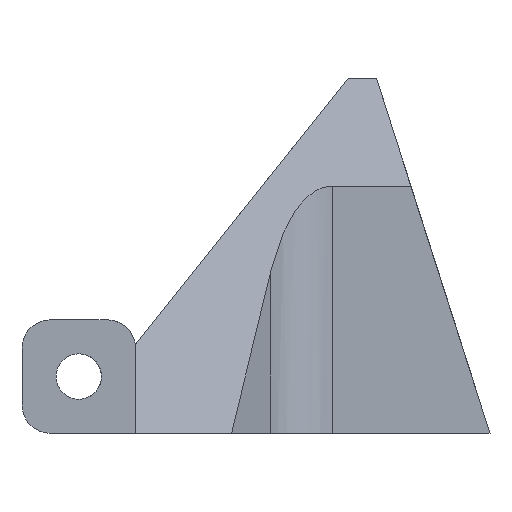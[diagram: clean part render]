
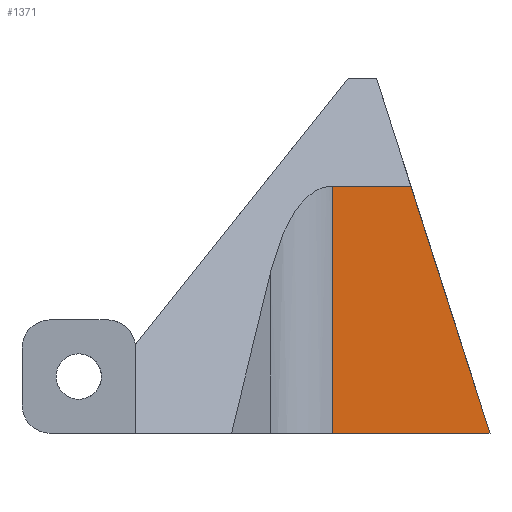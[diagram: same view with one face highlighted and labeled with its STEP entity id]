
A CAD part, left-side view. The second image highlights one B-rep face of the part: STEP entity #1371.
In plain terms, the highlighted planar face has unit normal (-1, 0, 0).
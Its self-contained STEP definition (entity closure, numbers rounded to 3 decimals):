
#33 = VERTEX_POINT('',#34);
#34 = CARTESIAN_POINT('',(7.321,5.578,17.43)
  );
#43 = PLANE('',#44);
#44 = AXIS2_PLACEMENT_3D('',#45,#46,#47);
#45 = CARTESIAN_POINT('',(0.,0.,0.));
#46 = DIRECTION('',(0.,-0.952,0.305));
#47 = DIRECTION('',(0.,0.305,0.952));
#55 = PLANE('',#56);
#56 = AXIS2_PLACEMENT_3D('',#57,#58,#59);
#57 = CARTESIAN_POINT('',(0.,30.,0.));
#58 = DIRECTION('',(0.922,0.,-0.387)
  );
#59 = DIRECTION('',(0.387,0.,0.922));
#67 = EDGE_CURVE('',#33,#68,#70,.T.);
#68 = VERTEX_POINT('',#69);
#69 = CARTESIAN_POINT('',(7.321,0.,
    0.));
#70 = SURFACE_CURVE('',#71,(#75,#81),.PCURVE_S1.);
#71 = LINE('',#72,#73);
#72 = CARTESIAN_POINT('',(7.321,-0.424,-1.324
    ));
#73 = VECTOR('',#74,1.);
#74 = DIRECTION('',(0.,-0.305,-0.952)
  );
#75 = PCURVE('',#43,#76);
#76 = DEFINITIONAL_REPRESENTATION('',(#77),#80);
#77 = B_SPLINE_CURVE_WITH_KNOTS('',1,(#78,#79),.UNSPECIFIED.,.F.,.F.,(2,
    2),(-30.264,1.234),.PIECEWISE_BEZIER_KNOTS.);
#78 = CARTESIAN_POINT('',(28.874,-7.321));
#79 = CARTESIAN_POINT('',(-2.625,-7.321));
#80 = ( GEOMETRIC_REPRESENTATION_CONTEXT(2) 
PARAMETRIC_REPRESENTATION_CONTEXT() REPRESENTATION_CONTEXT('2D SPACE',''
  ) );
#81 = PCURVE('',#82,#87);
#82 = PLANE('',#83);
#83 = AXIS2_PLACEMENT_3D('',#84,#85,#86);
#84 = CARTESIAN_POINT('',(7.321,-6.,-1.));
#85 = DIRECTION('',(-1.,0.,0.));
#86 = DIRECTION('',(0.,1.,0.));
#87 = DEFINITIONAL_REPRESENTATION('',(#88),#91);
#88 = B_SPLINE_CURVE_WITH_KNOTS('',1,(#89,#90),.UNSPECIFIED.,.F.,.F.,(2,
    2),(-30.264,1.234),.PIECEWISE_BEZIER_KNOTS.);
#89 = CARTESIAN_POINT('',(14.8,-28.5));
#90 = CARTESIAN_POINT('',(5.2,1.5));
#91 = ( GEOMETRIC_REPRESENTATION_CONTEXT(2) 
PARAMETRIC_REPRESENTATION_CONTEXT() REPRESENTATION_CONTEXT('2D SPACE',''
  ) );
#109 = PLANE('',#110);
#110 = AXIS2_PLACEMENT_3D('',#111,#112,#113);
#111 = CARTESIAN_POINT('',(21.,15.5,0.));
#112 = DIRECTION('',(0.,0.,-1.));
#113 = DIRECTION('',(0.,-1.,0.));
#569 = EDGE_CURVE('',#33,#570,#572,.T.);
#570 = VERTEX_POINT('',#571);
#571 = CARTESIAN_POINT('',(7.321,11.113,
    17.43));
#572 = SURFACE_CURVE('',#573,(#577,#583),.PCURVE_S1.);
#573 = LINE('',#574,#575);
#574 = CARTESIAN_POINT('',(7.321,12.,17.43));
#575 = VECTOR('',#576,1.);
#576 = DIRECTION('',(0.,1.,0.));
#577 = PCURVE('',#55,#578);
#578 = DEFINITIONAL_REPRESENTATION('',(#579),#582);
#579 = B_SPLINE_CURVE_WITH_KNOTS('',1,(#580,#581),.UNSPECIFIED.,.F.,.F.,
  (2,2),(-14.501,0.536),.PIECEWISE_BEZIER_KNOTS.);
#580 = CARTESIAN_POINT('',(18.905,32.501));
#581 = CARTESIAN_POINT('',(18.905,17.464));
#582 = ( GEOMETRIC_REPRESENTATION_CONTEXT(2) 
PARAMETRIC_REPRESENTATION_CONTEXT() REPRESENTATION_CONTEXT('2D SPACE',''
  ) );
#583 = PCURVE('',#82,#584);
#584 = DEFINITIONAL_REPRESENTATION('',(#585),#588);
#585 = B_SPLINE_CURVE_WITH_KNOTS('',1,(#586,#587),.UNSPECIFIED.,.F.,.F.,
  (2,2),(-14.501,0.536),.PIECEWISE_BEZIER_KNOTS.);
#586 = CARTESIAN_POINT('',(3.499,-18.43));
#587 = CARTESIAN_POINT('',(18.536,-18.43));
#588 = ( GEOMETRIC_REPRESENTATION_CONTEXT(2) 
PARAMETRIC_REPRESENTATION_CONTEXT() REPRESENTATION_CONTEXT('2D SPACE',''
  ) );
#607 = CYLINDRICAL_SURFACE('',#608,5.);
#608 = AXIS2_PLACEMENT_3D('',#609,#610,#611);
#609 = CARTESIAN_POINT('',(2.321,11.113,-1.));
#610 = DIRECTION('',(0.,0.,1.));
#611 = DIRECTION('',(0.5,0.866,0.));
#1007 = EDGE_CURVE('',#68,#1008,#1010,.T.);
#1008 = VERTEX_POINT('',#1009);
#1009 = CARTESIAN_POINT('',(7.321,11.113,
    0.));
#1010 = SURFACE_CURVE('',#1011,(#1015,#1021),.PCURVE_S1.);
#1011 = LINE('',#1012,#1013);
#1012 = CARTESIAN_POINT('',(7.321,4.75,0.));
#1013 = VECTOR('',#1014,1.);
#1014 = DIRECTION('',(0.,1.,0.));
#1015 = PCURVE('',#109,#1016);
#1016 = DEFINITIONAL_REPRESENTATION('',(#1017),#1020);
#1017 = B_SPLINE_CURVE_WITH_KNOTS('',1,(#1018,#1019),.UNSPECIFIED.,.F.,
  .F.,(2,2),(-7.85,7.786),.PIECEWISE_BEZIER_KNOTS.);
#1018 = CARTESIAN_POINT('',(18.6,13.679));
#1019 = CARTESIAN_POINT('',(2.964,13.679));
#1020 = ( GEOMETRIC_REPRESENTATION_CONTEXT(2) 
PARAMETRIC_REPRESENTATION_CONTEXT() REPRESENTATION_CONTEXT('2D SPACE',''
  ) );
#1021 = PCURVE('',#82,#1022);
#1022 = DEFINITIONAL_REPRESENTATION('',(#1023),#1026);
#1023 = B_SPLINE_CURVE_WITH_KNOTS('',1,(#1024,#1025),.UNSPECIFIED.,.F.,
  .F.,(2,2),(-7.85,7.786),.PIECEWISE_BEZIER_KNOTS.);
#1024 = CARTESIAN_POINT('',(2.9,-1.));
#1025 = CARTESIAN_POINT('',(18.536,-1.));
#1026 = ( GEOMETRIC_REPRESENTATION_CONTEXT(2) 
PARAMETRIC_REPRESENTATION_CONTEXT() REPRESENTATION_CONTEXT('2D SPACE',''
  ) );
#1371 = ADVANCED_FACE('',(#1372),#82,.T.);
#1372 = FACE_BOUND('',#1373,.T.);
#1373 = EDGE_LOOP('',(#1374,#1395,#1396,#1397));
#1374 = ORIENTED_EDGE('',*,*,#1375,.F.);
#1375 = EDGE_CURVE('',#1008,#570,#1376,.T.);
#1376 = SURFACE_CURVE('',#1377,(#1381,#1388),.PCURVE_S1.);
#1377 = LINE('',#1378,#1379);
#1378 = CARTESIAN_POINT('',(7.321,11.113,-1.));
#1379 = VECTOR('',#1380,1.);
#1380 = DIRECTION('',(0.,0.,1.));
#1381 = PCURVE('',#82,#1382);
#1382 = DEFINITIONAL_REPRESENTATION('',(#1383),#1387);
#1383 = LINE('',#1384,#1385);
#1384 = CARTESIAN_POINT('',(17.113,0.));
#1385 = VECTOR('',#1386,1.);
#1386 = DIRECTION('',(0.,-1.));
#1387 = ( GEOMETRIC_REPRESENTATION_CONTEXT(2) 
PARAMETRIC_REPRESENTATION_CONTEXT() REPRESENTATION_CONTEXT('2D SPACE',''
  ) );
#1388 = PCURVE('',#607,#1389);
#1389 = DEFINITIONAL_REPRESENTATION('',(#1390),#1394);
#1390 = LINE('',#1391,#1392);
#1391 = CARTESIAN_POINT('',(-1.047,0.));
#1392 = VECTOR('',#1393,1.);
#1393 = DIRECTION('',(-0.,1.));
#1394 = ( GEOMETRIC_REPRESENTATION_CONTEXT(2) 
PARAMETRIC_REPRESENTATION_CONTEXT() REPRESENTATION_CONTEXT('2D SPACE',''
  ) );
#1395 = ORIENTED_EDGE('',*,*,#1007,.F.);
#1396 = ORIENTED_EDGE('',*,*,#67,.F.);
#1397 = ORIENTED_EDGE('',*,*,#569,.T.);
